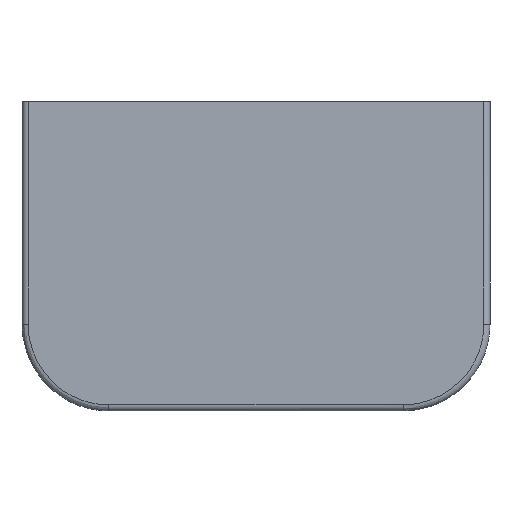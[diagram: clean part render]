
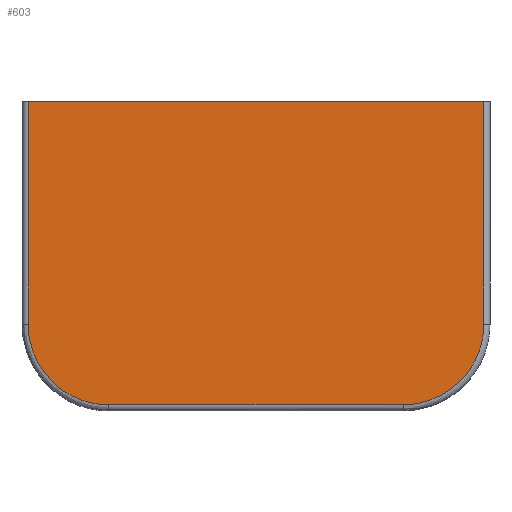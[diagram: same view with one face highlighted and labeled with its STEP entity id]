
A CAD part, top view. The second image highlights one B-rep face of the part: STEP entity #603.
In plain terms, the highlighted face is planar.
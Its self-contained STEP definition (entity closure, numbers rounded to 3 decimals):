
#603=ADVANCED_FACE('',(#954),#6276,.T.);
#954=FACE_OUTER_BOUND('',#1305,.T.);
#1305=EDGE_LOOP('',(#3225,#3226,#3227,#3228,#3229,#3230));
#3225=ORIENTED_EDGE('',*,*,#4251,.T.);
#3226=ORIENTED_EDGE('',*,*,#4252,.T.);
#3227=ORIENTED_EDGE('',*,*,#4253,.T.);
#3228=ORIENTED_EDGE('',*,*,#4277,.T.);
#3229=ORIENTED_EDGE('',*,*,#4254,.T.);
#3230=ORIENTED_EDGE('',*,*,#4268,.T.);
#4251=EDGE_CURVE('',#5917,#5918,#5268,.T.);
#4252=EDGE_CURVE('',#5918,#5919,#5269,.T.);
#4253=EDGE_CURVE('',#5919,#5920,#5270,.T.);
#4254=EDGE_CURVE('',#5921,#5922,#5271,.T.);
#4268=EDGE_CURVE('',#5922,#5917,#4726,.T.);
#4277=EDGE_CURVE('',#5920,#5921,#4733,.T.);
#4726=(
BOUNDED_CURVE()
B_SPLINE_CURVE(2,(#11603,#11604,#11605),.UNSPECIFIED.,.F.,.F.)
B_SPLINE_CURVE_WITH_KNOTS((3,3),(-208.916,0.),.UNSPECIFIED.)
CURVE()
GEOMETRIC_REPRESENTATION_ITEM()
RATIONAL_B_SPLINE_CURVE((1.,0.707,1.))
REPRESENTATION_ITEM('')
);
#4733=(
BOUNDED_CURVE()
B_SPLINE_CURVE(2,(#11628,#11629,#11630),.UNSPECIFIED.,.F.,.F.)
B_SPLINE_CURVE_WITH_KNOTS((3,3),(-208.916,0.),.UNSPECIFIED.)
CURVE()
GEOMETRIC_REPRESENTATION_ITEM()
RATIONAL_B_SPLINE_CURVE((1.,0.707,1.))
REPRESENTATION_ITEM('')
);
#5268=B_SPLINE_CURVE_WITH_KNOTS('',1,(#11561,#11562),.UNSPECIFIED.,.F.,
 .F.,(2,2),(0.,366.),.UNSPECIFIED.);
#5269=B_SPLINE_CURVE_WITH_KNOTS('',1,(#11563,#11564),.UNSPECIFIED.,.F.,
 .F.,(2,2),(0.,750.),.UNSPECIFIED.);
#5270=B_SPLINE_CURVE_WITH_KNOTS('',1,(#11565,#11566),.UNSPECIFIED.,.F.,
 .F.,(2,2),(0.,366.),.UNSPECIFIED.);
#5271=B_SPLINE_CURVE_WITH_KNOTS('',1,(#11567,#11568),.UNSPECIFIED.,.F.,
 .F.,(2,2),(0.,484.),.UNSPECIFIED.);
#5917=VERTEX_POINT('',#11539);
#5918=VERTEX_POINT('',#11540);
#5919=VERTEX_POINT('',#11541);
#5920=VERTEX_POINT('',#11542);
#5921=VERTEX_POINT('',#11543);
#5922=VERTEX_POINT('',#11544);
#6276=PLANE('',#6873);
#6873=AXIS2_PLACEMENT_3D('',#10875,#7266,$);
#7266=DIRECTION('',(0.,1.,0.));
#10875=CARTESIAN_POINT('',(-450.,20.,-303.9));
#11539=CARTESIAN_POINT('',(375.,20.,112.));
#11540=CARTESIAN_POINT('',(375.,20.,-254.));
#11541=CARTESIAN_POINT('',(-375.,20.,-254.));
#11542=CARTESIAN_POINT('',(-375.,20.,112.));
#11543=CARTESIAN_POINT('',(-242.,20.,245.));
#11544=CARTESIAN_POINT('',(242.,20.,245.));
#11561=CARTESIAN_POINT('',(375.,20.,112.));
#11562=CARTESIAN_POINT('',(375.,20.,-254.));
#11563=CARTESIAN_POINT('',(375.,20.,-254.));
#11564=CARTESIAN_POINT('',(-375.,20.,-254.));
#11565=CARTESIAN_POINT('',(-375.,20.,-254.));
#11566=CARTESIAN_POINT('',(-375.,20.,112.));
#11567=CARTESIAN_POINT('',(-242.,20.,245.));
#11568=CARTESIAN_POINT('',(242.,20.,245.));
#11603=CARTESIAN_POINT('',(242.,20.,245.));
#11604=CARTESIAN_POINT('',(375.,20.,245.));
#11605=CARTESIAN_POINT('',(375.,20.,112.));
#11628=CARTESIAN_POINT('',(-375.,20.,112.));
#11629=CARTESIAN_POINT('',(-375.,20.,245.));
#11630=CARTESIAN_POINT('',(-242.,20.,245.));
